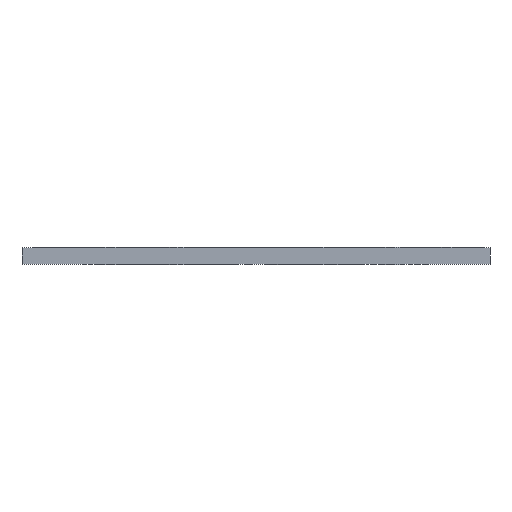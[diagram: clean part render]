
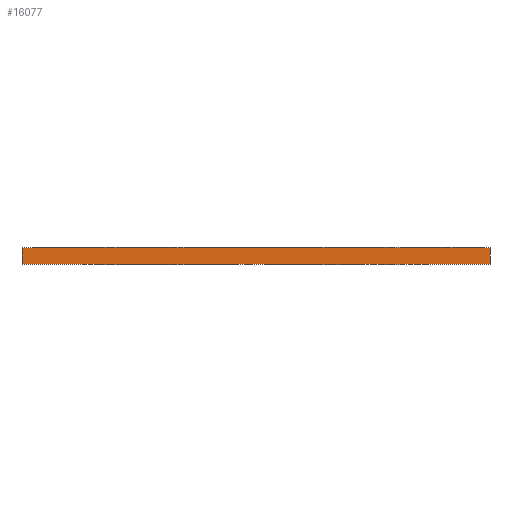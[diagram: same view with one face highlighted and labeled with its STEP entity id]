
A CAD part, front view. The second image highlights one B-rep face of the part: STEP entity #16077.
In plain terms, the highlighted planar face has unit normal (0, -1, 0).
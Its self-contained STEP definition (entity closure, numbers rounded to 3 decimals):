
#1131=PLANE('',#17747);
#2051=FACE_OUTER_BOUND('',#3157,.T.);
#3157=EDGE_LOOP('',(#14627,#14628,#14629,#14630));
#5373=LINE('',#26877,#6911);
#5374=LINE('',#26879,#6912);
#5375=LINE('',#26881,#6913);
#5376=LINE('',#26882,#6914);
#6911=VECTOR('',#22287,1.);
#6912=VECTOR('',#22288,1.);
#6913=VECTOR('',#22289,1.);
#6914=VECTOR('',#22290,1.);
#8317=VERTEX_POINT('',#26875);
#8318=VERTEX_POINT('',#26876);
#8319=VERTEX_POINT('',#26878);
#8320=VERTEX_POINT('',#26880);
#10433=EDGE_CURVE('',#8317,#8318,#5373,.T.);
#10434=EDGE_CURVE('',#8318,#8319,#5374,.T.);
#10435=EDGE_CURVE('',#8320,#8319,#5375,.T.);
#10436=EDGE_CURVE('',#8317,#8320,#5376,.T.);
#14627=ORIENTED_EDGE('',*,*,#10433,.T.);
#14628=ORIENTED_EDGE('',*,*,#10434,.T.);
#14629=ORIENTED_EDGE('',*,*,#10435,.F.);
#14630=ORIENTED_EDGE('',*,*,#10436,.F.);
#16077=ADVANCED_FACE('',(#2051),#1131,.T.);
#17747=AXIS2_PLACEMENT_3D('',#26874,#22285,#22286);
#22285=DIRECTION('center_axis',(0.,-1.,0.));
#22286=DIRECTION('ref_axis',(-1.,0.,0.));
#22287=DIRECTION('',(0.,0.,1.));
#22288=DIRECTION('',(-1.,0.,0.));
#22289=DIRECTION('',(0.,0.,1.));
#22290=DIRECTION('',(-1.,0.,0.));
#26874=CARTESIAN_POINT('Origin',(172.72,-131.763,0.));
#26875=CARTESIAN_POINT('',(172.72,-131.763,0.));
#26876=CARTESIAN_POINT('',(172.72,-131.763,1.51));
#26877=CARTESIAN_POINT('',(172.72,-131.763,0.));
#26878=CARTESIAN_POINT('',(130.81,-131.763,1.51));
#26879=CARTESIAN_POINT('',(172.72,-131.763,1.51));
#26880=CARTESIAN_POINT('',(130.81,-131.763,0.));
#26881=CARTESIAN_POINT('',(130.81,-131.763,0.));
#26882=CARTESIAN_POINT('',(172.72,-131.763,0.));
